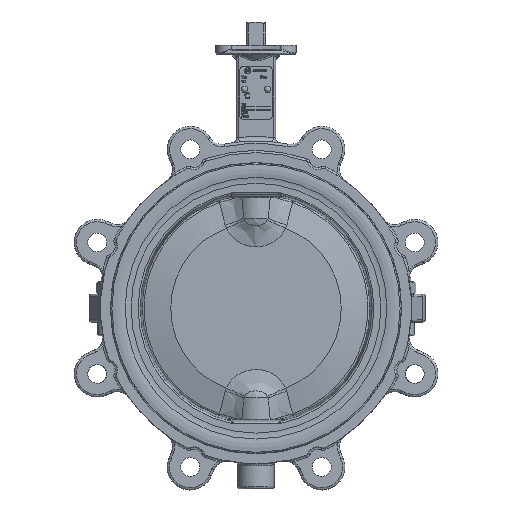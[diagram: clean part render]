
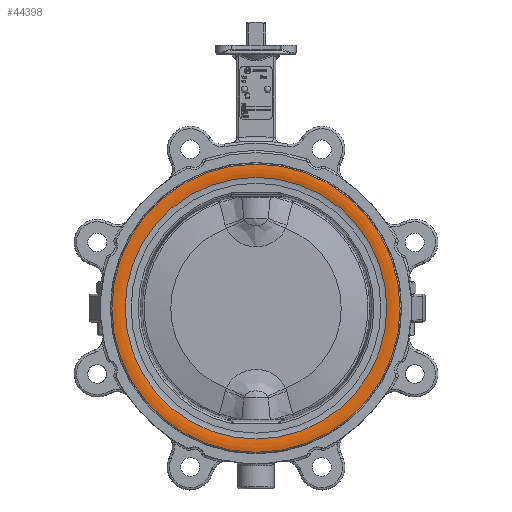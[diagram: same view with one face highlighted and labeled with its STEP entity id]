
A CAD part, front view. The second image highlights one B-rep face of the part: STEP entity #44398.
In plain terms, the highlighted toroidal (fillet/blend) face has major radius 120 mm and minor radius 25 mm.
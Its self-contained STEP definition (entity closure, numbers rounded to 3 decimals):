
#3170=TOROIDAL_SURFACE('',#47183,120.,25.);
#4478=FACE_BOUND('',#12939,.T.);
#10273=FACE_OUTER_BOUND('',#12938,.T.);
#12938=EDGE_LOOP('',(#28651));
#12939=EDGE_LOOP('',(#28652));
#15850=CIRCLE('',#47176,125.156);
#15854=CIRCLE('',#47184,113.599);
#17650=VERTEX_POINT('',#61318);
#17654=VERTEX_POINT('',#61330);
#21908=EDGE_CURVE('',#17650,#17650,#15850,.T.);
#21912=EDGE_CURVE('',#17654,#17654,#15854,.T.);
#28651=ORIENTED_EDGE('',*,*,#21912,.F.);
#28652=ORIENTED_EDGE('',*,*,#21908,.T.);
#44398=ADVANCED_FACE('',(#10273,#4478),#3170,.T.);
#47176=AXIS2_PLACEMENT_3D('',#61319,#50946,#50947);
#47183=AXIS2_PLACEMENT_3D('',#61329,#50960,#50961);
#47184=AXIS2_PLACEMENT_3D('',#61331,#50962,#50963);
#50946=DIRECTION('center_axis',(0.,-1.,0.));
#50947=DIRECTION('ref_axis',(0.,0.,
-1.));
#50960=DIRECTION('center_axis',(0.,-1.,0.));
#50961=DIRECTION('ref_axis',(0.,0.,-1.));
#50962=DIRECTION('center_axis',(0.,-1.,0.));
#50963=DIRECTION('ref_axis',(0.,0.,
-1.));
#61318=CARTESIAN_POINT('',(0.,-30.962,-125.156));
#61319=CARTESIAN_POINT('Origin',(0.,-30.962,
0.));
#61329=CARTESIAN_POINT('Origin',(0.,-6.5,0.));
#61330=CARTESIAN_POINT('',(0.,-30.667,-113.599));
#61331=CARTESIAN_POINT('Origin',(0.,-30.667,
0.));
